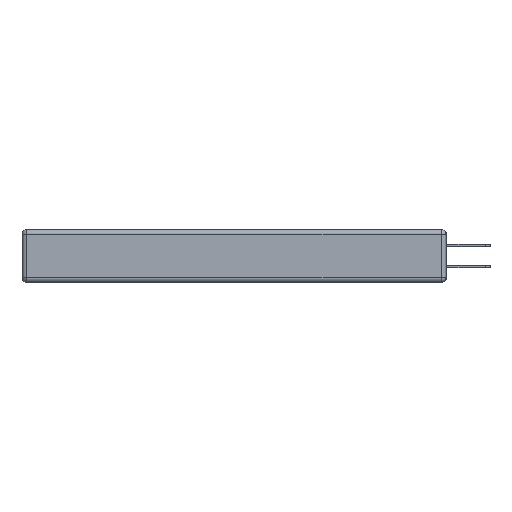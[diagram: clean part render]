
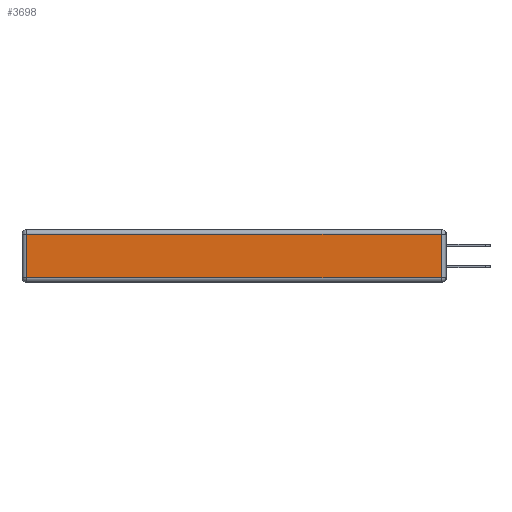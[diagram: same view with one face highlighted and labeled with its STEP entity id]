
A CAD part, left-side view. The second image highlights one B-rep face of the part: STEP entity #3698.
In plain terms, the highlighted planar face has unit normal (-1, 0, 0).
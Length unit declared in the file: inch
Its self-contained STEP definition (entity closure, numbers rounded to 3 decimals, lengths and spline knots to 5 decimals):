
#118 = LINE ( 'NONE', #929, #8782 ) ;
#929 = CARTESIAN_POINT ( 'NONE',  ( 0., 0., -0.313 ) ) ;
#1103 = AXIS2_PLACEMENT_3D ( 'NONE', #13423, #12243, #5594 ) ;
#1539 = VERTEX_POINT ( 'NONE', #2481 ) ;
#1910 = EDGE_LOOP ( 'NONE', ( #10558, #10793, #13256, #1988 ) ) ;
#1987 = EDGE_CURVE ( 'NONE', #11408, #3814, #13309, .T. ) ;
#1988 = ORIENTED_EDGE ( 'NONE', *, *, #1987, .T. ) ;
#2238 = CARTESIAN_POINT ( 'NONE',  ( 0., 2.72, -0.03 ) ) ;
#2417 = LINE ( 'NONE', #6426, #14105 ) ;
#2432 = VECTOR ( 'NONE', #11441, 39.37008 ) ;
#2481 = CARTESIAN_POINT ( 'NONE',  ( 0., 0.03, -0.03 ) ) ;
#2635 = CARTESIAN_POINT ( 'NONE',  ( 0., 0.03, -0.313 ) ) ;
#3200 = DIRECTION ( 'NONE',  ( 0., -1., 0. ) ) ;
#3304 = LINE ( 'NONE', #13900, #2432 ) ;
#3560 = VECTOR ( 'NONE', #5940, 39.37008 ) ;
#3698 = ADVANCED_FACE ( 'NONE', ( #4551 ), #14569, .T. ) ;
#3814 = VERTEX_POINT ( 'NONE', #9000 ) ;
#4551 = FACE_OUTER_BOUND ( 'NONE', #1910, .T. ) ;
#4777 = EDGE_CURVE ( 'NONE', #3814, #12376, #118, .T. ) ;
#4793 = CARTESIAN_POINT ( 'NONE',  ( 0., 2.72, -0.343 ) ) ;
#5594 = DIRECTION ( 'NONE',  ( 0., 0., 1. ) ) ;
#5940 = DIRECTION ( 'NONE',  ( 0., 0., -1. ) ) ;
#6426 = CARTESIAN_POINT ( 'NONE',  ( 0., 0.03, -0.343 ) ) ;
#8782 = VECTOR ( 'NONE', #3200, 39.37008 ) ;
#9000 = CARTESIAN_POINT ( 'NONE',  ( 0., 2.72, -0.313 ) ) ;
#9383 = EDGE_CURVE ( 'NONE', #1539, #11408, #3304, .T. ) ;
#10558 = ORIENTED_EDGE ( 'NONE', *, *, #4777, .T. ) ;
#10793 = ORIENTED_EDGE ( 'NONE', *, *, #12851, .T. ) ;
#11408 = VERTEX_POINT ( 'NONE', #2238 ) ;
#11441 = DIRECTION ( 'NONE',  ( 0., 1., 0. ) ) ;
#12243 = DIRECTION ( 'NONE',  ( -1., 0., 0. ) ) ;
#12376 = VERTEX_POINT ( 'NONE', #2635 ) ;
#12851 = EDGE_CURVE ( 'NONE', #12376, #1539, #2417, .T. ) ;
#13256 = ORIENTED_EDGE ( 'NONE', *, *, #9383, .T. ) ;
#13309 = LINE ( 'NONE', #4793, #3560 ) ;
#13423 = CARTESIAN_POINT ( 'NONE',  ( 0., 0., -0.343 ) ) ;
#13900 = CARTESIAN_POINT ( 'NONE',  ( 0., 2.75, -0.03 ) ) ;
#14105 = VECTOR ( 'NONE', #14325, 39.37008 ) ;
#14325 = DIRECTION ( 'NONE',  ( 0., 0., 1. ) ) ;
#14569 = PLANE ( 'NONE',  #1103 ) ;
